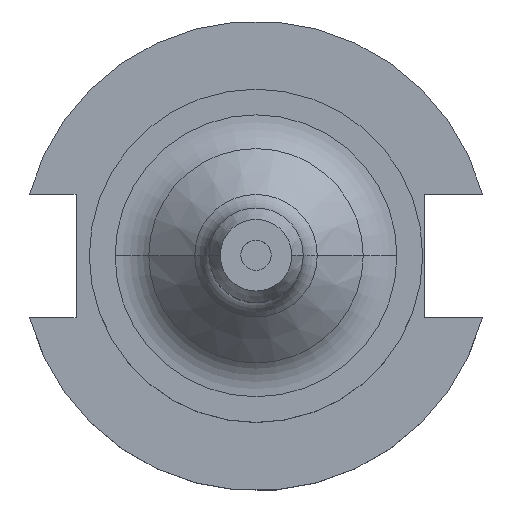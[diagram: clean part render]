
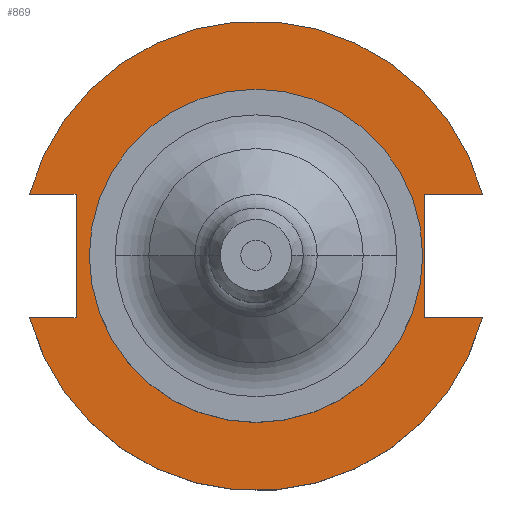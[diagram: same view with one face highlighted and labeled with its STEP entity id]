
A CAD part, top view. The second image highlights one B-rep face of the part: STEP entity #869.
In plain terms, the highlighted planar face has unit normal (0, 0, 1).
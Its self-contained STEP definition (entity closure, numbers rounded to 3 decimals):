
#15 = CARTESIAN_POINT ( 'NONE',  ( -37.719, -12.954, 19.05 ) ) ;
#39 = CARTESIAN_POINT ( 'NONE',  ( 47.477, 12.954, 19.05 ) ) ;
#42 = DIRECTION ( 'NONE',  ( 0., -1., 0. ) ) ;
#58 = CARTESIAN_POINT ( 'NONE',  ( -47.477, 12.954, 19.05 ) ) ;
#62 = CARTESIAN_POINT ( 'NONE',  ( -47.477, -12.954, 19.05 ) ) ;
#141 = CARTESIAN_POINT ( 'NONE',  ( -37.719, 12.954, 19.05 ) ) ;
#147 = DIRECTION ( 'NONE',  ( 0., 0., 1. ) ) ;
#177 = DIRECTION ( 'NONE',  ( 0., 1., 0. ) ) ;
#179 = ORIENTED_EDGE ( 'NONE', *, *, #383, .F. ) ;
#183 = LINE ( 'NONE', #344, #503 ) ;
#189 = EDGE_CURVE ( 'NONE', #1037, #418, #870, .T. ) ;
#197 = EDGE_LOOP ( 'NONE', ( #1285, #925, #544, #179, #1605, #1236, #1216, #467 ) ) ;
#204 = LINE ( 'NONE', #229, #481 ) ;
#217 = VECTOR ( 'NONE', #318, 1000. ) ;
#229 = CARTESIAN_POINT ( 'NONE',  ( -63.719, 12.954, 19.05 ) ) ;
#238 = DIRECTION ( 'NONE',  ( -1., 0., 0. ) ) ;
#252 = AXIS2_PLACEMENT_3D ( 'NONE', #1073, #147, #990 ) ;
#267 = CARTESIAN_POINT ( 'NONE',  ( 35.306, 12.954, 19.05 ) ) ;
#270 = VERTEX_POINT ( 'NONE', #1518 ) ;
#276 = CARTESIAN_POINT ( 'NONE',  ( 0., 0., 19.05 ) ) ;
#299 = CARTESIAN_POINT ( 'NONE',  ( 47.477, -12.954, 19.05 ) ) ;
#318 = DIRECTION ( 'NONE',  ( 1., 0., 0. ) ) ;
#319 = DIRECTION ( 'NONE',  ( -1., 0., 0. ) ) ;
#322 = CIRCLE ( 'NONE', #252, 34.925 ) ;
#324 = CARTESIAN_POINT ( 'NONE',  ( -63.719, -12.954, 19.05 ) ) ;
#344 = CARTESIAN_POINT ( 'NONE',  ( 35.306, -12.954, 19.05 ) ) ;
#353 = DIRECTION ( 'NONE',  ( 1., 0., 0. ) ) ;
#383 = EDGE_CURVE ( 'NONE', #1037, #1293, #936, .T. ) ;
#393 = DIRECTION ( 'NONE',  ( 1., 0., 0. ) ) ;
#416 = DIRECTION ( 'NONE',  ( 0., 0., 1. ) ) ;
#418 = VERTEX_POINT ( 'NONE', #58 ) ;
#454 = VERTEX_POINT ( 'NONE', #1589 ) ;
#467 = ORIENTED_EDGE ( 'NONE', *, *, #836, .F. ) ;
#481 = VECTOR ( 'NONE', #238, 1000. ) ;
#489 = CARTESIAN_POINT ( 'NONE',  ( 0., 0., 19.05 ) ) ;
#503 = VECTOR ( 'NONE', #353, 1000. ) ;
#544 = ORIENTED_EDGE ( 'NONE', *, *, #709, .F. ) ;
#556 = VERTEX_POINT ( 'NONE', #62 ) ;
#575 = PLANE ( 'NONE',  #1754 ) ;
#601 = VERTEX_POINT ( 'NONE', #1582 ) ;
#603 = DIRECTION ( 'NONE',  ( 1., 0., 0. ) ) ;
#622 = DIRECTION ( 'NONE',  ( 0., 0., 1. ) ) ;
#627 = CARTESIAN_POINT ( 'NONE',  ( 0., 0., 19.05 ) ) ;
#664 = EDGE_LOOP ( 'NONE', ( #1694, #1645 ) ) ;
#699 = LINE ( 'NONE', #141, #1061 ) ;
#702 = AXIS2_PLACEMENT_3D ( 'NONE', #489, #416, #393 ) ;
#709 = EDGE_CURVE ( 'NONE', #1293, #270, #1762, .T. ) ;
#740 = FACE_OUTER_BOUND ( 'NONE', #197, .T. ) ;
#786 = FACE_BOUND ( 'NONE', #664, .T. ) ;
#836 = EDGE_CURVE ( 'NONE', #556, #853, #1200, .T. ) ;
#853 = VERTEX_POINT ( 'NONE', #15 ) ;
#869 = ADVANCED_FACE ( 'NONE', ( #786, #740 ), #575, .T. ) ;
#870 = CIRCLE ( 'NONE', #702, 49.212 ) ;
#889 = EDGE_CURVE ( 'NONE', #853, #601, #699, .T. ) ;
#897 = VECTOR ( 'NONE', #319, 1000. ) ;
#919 = EDGE_CURVE ( 'NONE', #1738, #454, #322, .T. ) ;
#925 = ORIENTED_EDGE ( 'NONE', *, *, #1474, .F. ) ;
#927 = CIRCLE ( 'NONE', #1703, 34.925 ) ;
#932 = AXIS2_PLACEMENT_3D ( 'NONE', #276, #1224, #1097 ) ;
#936 = LINE ( 'NONE', #267, #897 ) ;
#990 = DIRECTION ( 'NONE',  ( 1., 0., 0. ) ) ;
#994 = CARTESIAN_POINT ( 'NONE',  ( 35.306, 12.954, 19.05 ) ) ;
#1037 = VERTEX_POINT ( 'NONE', #39 ) ;
#1061 = VECTOR ( 'NONE', #177, 1000. ) ;
#1073 = CARTESIAN_POINT ( 'NONE',  ( 0., 0., 19.05 ) ) ;
#1097 = DIRECTION ( 'NONE',  ( 1., 0., 0. ) ) ;
#1200 = LINE ( 'NONE', #324, #217 ) ;
#1216 = ORIENTED_EDGE ( 'NONE', *, *, #889, .F. ) ;
#1222 = CARTESIAN_POINT ( 'NONE',  ( 34.925, 0., 19.05 ) ) ;
#1224 = DIRECTION ( 'NONE',  ( 0., 0., 1. ) ) ;
#1236 = ORIENTED_EDGE ( 'NONE', *, *, #1748, .F. ) ;
#1285 = ORIENTED_EDGE ( 'NONE', *, *, #1649, .T. ) ;
#1293 = VERTEX_POINT ( 'NONE', #1593 ) ;
#1377 = CIRCLE ( 'NONE', #932, 49.212 ) ;
#1395 = VECTOR ( 'NONE', #42, 1000. ) ;
#1418 = EDGE_CURVE ( 'NONE', #454, #1738, #927, .T. ) ;
#1474 = EDGE_CURVE ( 'NONE', #270, #1475, #183, .T. ) ;
#1475 = VERTEX_POINT ( 'NONE', #299 ) ;
#1515 = CARTESIAN_POINT ( 'NONE',  ( 0., 49.212, 19.05 ) ) ;
#1518 = CARTESIAN_POINT ( 'NONE',  ( 35.306, -12.954, 19.05 ) ) ;
#1541 = DIRECTION ( 'NONE',  ( 0., 0., 1. ) ) ;
#1582 = CARTESIAN_POINT ( 'NONE',  ( -37.719, 12.954, 19.05 ) ) ;
#1589 = CARTESIAN_POINT ( 'NONE',  ( -34.925, 0., 19.05 ) ) ;
#1593 = CARTESIAN_POINT ( 'NONE',  ( 35.306, 12.954, 19.05 ) ) ;
#1605 = ORIENTED_EDGE ( 'NONE', *, *, #189, .T. ) ;
#1626 = DIRECTION ( 'NONE',  ( 1., 0., 0. ) ) ;
#1645 = ORIENTED_EDGE ( 'NONE', *, *, #1418, .F. ) ;
#1649 = EDGE_CURVE ( 'NONE', #556, #1475, #1377, .T. ) ;
#1694 = ORIENTED_EDGE ( 'NONE', *, *, #919, .F. ) ;
#1703 = AXIS2_PLACEMENT_3D ( 'NONE', #627, #622, #603 ) ;
#1738 = VERTEX_POINT ( 'NONE', #1222 ) ;
#1748 = EDGE_CURVE ( 'NONE', #601, #418, #204, .T. ) ;
#1754 = AXIS2_PLACEMENT_3D ( 'NONE', #1515, #1541, #1626 ) ;
#1762 = LINE ( 'NONE', #994, #1395 ) ;
